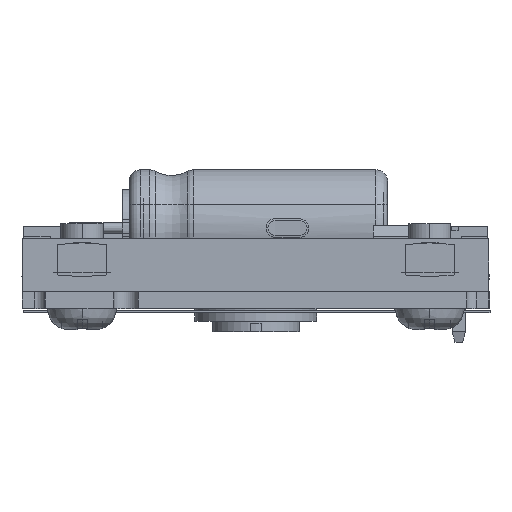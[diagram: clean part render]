
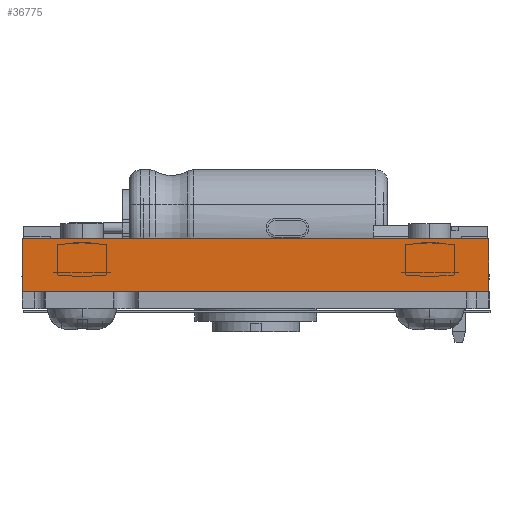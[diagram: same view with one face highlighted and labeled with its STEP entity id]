
A CAD part, front view. The second image highlights one B-rep face of the part: STEP entity #36775.
In plain terms, the highlighted face is planar.
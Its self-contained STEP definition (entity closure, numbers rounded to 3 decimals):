
#36726 = VERTEX_POINT('',#36727);
#36727 = CARTESIAN_POINT('',(0.,0.,0.));
#36733 = EDGE_CURVE('',#36734,#36726,#36736,.T.);
#36734 = VERTEX_POINT('',#36735);
#36735 = CARTESIAN_POINT('',(0.,2.5,0.));
#36736 = LINE('',#36737,#36738);
#36737 = CARTESIAN_POINT('',(0.,1.,0.));
#36738 = VECTOR('',#36739,1.);
#36739 = DIRECTION('',(0.,-1.,0.));
#36775 = ADVANCED_FACE('',(#36776),#36801,.F.);
#36776 = FACE_BOUND('',#36777,.T.);
#36777 = EDGE_LOOP('',(#36778,#36786,#36794,#36800));
#36778 = ORIENTED_EDGE('',*,*,#36779,.T.);
#36779 = EDGE_CURVE('',#36726,#36780,#36782,.T.);
#36780 = VERTEX_POINT('',#36781);
#36781 = CARTESIAN_POINT('',(-22.,0.,0.));
#36782 = LINE('',#36783,#36784);
#36783 = CARTESIAN_POINT('',(0.,0.,0.));
#36784 = VECTOR('',#36785,1.);
#36785 = DIRECTION('',(-1.,0.,0.));
#36786 = ORIENTED_EDGE('',*,*,#36787,.F.);
#36787 = EDGE_CURVE('',#36788,#36780,#36790,.T.);
#36788 = VERTEX_POINT('',#36789);
#36789 = CARTESIAN_POINT('',(-22.,2.5,0.));
#36790 = LINE('',#36791,#36792);
#36791 = CARTESIAN_POINT('',(-22.,1.,0.));
#36792 = VECTOR('',#36793,1.);
#36793 = DIRECTION('',(0.,-1.,0.));
#36794 = ORIENTED_EDGE('',*,*,#36795,.F.);
#36795 = EDGE_CURVE('',#36734,#36788,#36796,.T.);
#36796 = LINE('',#36797,#36798);
#36797 = CARTESIAN_POINT('',(-22.,2.5,0.));
#36798 = VECTOR('',#36799,1.);
#36799 = DIRECTION('',(-1.,0.,0.));
#36800 = ORIENTED_EDGE('',*,*,#36733,.T.);
#36801 = PLANE('',#36802);
#36802 = AXIS2_PLACEMENT_3D('',#36803,#36804,#36805);
#36803 = CARTESIAN_POINT('',(0.,1.,0.));
#36804 = DIRECTION('',(0.,0.,1.));
#36805 = DIRECTION('',(1.,0.,0.));
